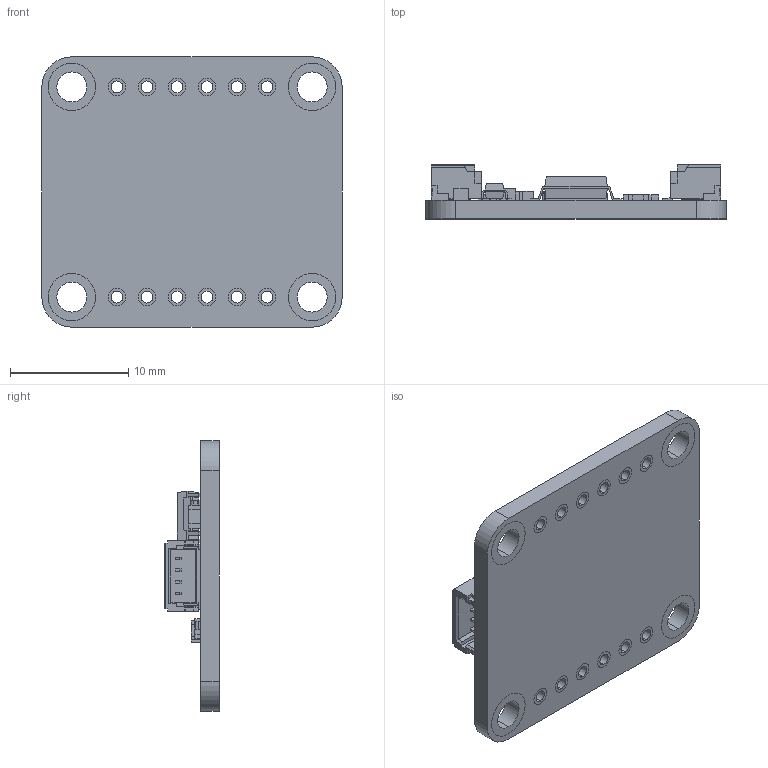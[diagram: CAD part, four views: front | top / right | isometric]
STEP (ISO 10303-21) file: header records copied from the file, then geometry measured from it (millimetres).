
FILE_DESCRIPTION (( 'STEP AP214' ), '1' );
FILE_NAME ('4754.STEP', '2026-01-21T03:29:36', ( '' ), ( '' ), 'SwSTEP 2.0', 'SolidWorks 2021', '' );
FILE_SCHEMA (( 'AUTOMOTIVE_DESIGN' ));
Length unit declared in the file: millimetre
Products named in the file (4): 4754; MAX4661CAE+; SPX5205M5
Assembly tree (3 placements, depth 2):
  4754
    4754
    SPX5205M5
    MAX4661CAE+
Bounding box: 25.4 x 4.6 x 22.86 mm (x, y, z)
Volume: 1029.7 mm3; surface area: 2492.9 mm2
Topology: 110 solids, 110 shells, 1286 faces, 3174 edges, 2104 vertices
Faces by surface type: plane 1066, cylinder 220
Entity records: 39945 total; most frequent: CARTESIAN_POINT 6570, ORIENTED_EDGE 6348, DIRECTION 6198, EDGE_CURVE 3174, LINE 2734, VECTOR 2734, VERTEX_POINT 2104, AXIS2_PLACEMENT_3D 1732
